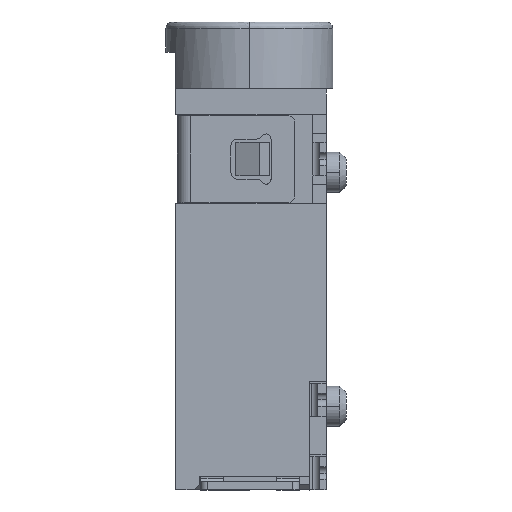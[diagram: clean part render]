
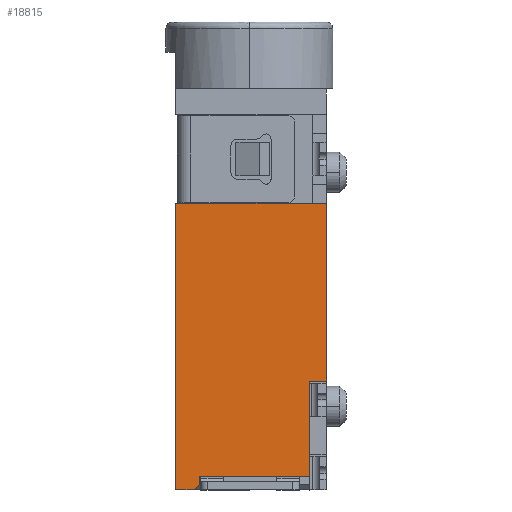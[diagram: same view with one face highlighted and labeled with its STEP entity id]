
A CAD part, left-side view. The second image highlights one B-rep face of the part: STEP entity #18815.
In plain terms, the highlighted planar face has unit normal (-1, 0, 0).
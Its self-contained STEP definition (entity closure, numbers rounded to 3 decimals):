
#253 = CARTESIAN_POINT ( 'NONE',  ( -3.15, 1.55, 0.15 ) ) ;
#557 = DIRECTION ( 'NONE',  ( 0., -1., 0. ) ) ;
#581 = EDGE_CURVE ( 'NONE', #9548, #6388, #11550, .T. ) ;
#617 = CARTESIAN_POINT ( 'NONE',  ( -3.15, -2.25, 3.25 ) ) ;
#971 = CARTESIAN_POINT ( 'NONE',  ( -3.15, 2.25, 8.58 ) ) ;
#1069 = DIRECTION ( 'NONE',  ( 0., 0.707, -0.707 ) ) ;
#1422 = EDGE_CURVE ( 'NONE', #16176, #21028, #6762, .T. ) ;
#1815 = ORIENTED_EDGE ( 'NONE', *, *, #581, .T. ) ;
#1920 = DIRECTION ( 'NONE',  ( 0., 1., 0. ) ) ;
#2095 = VECTOR ( 'NONE', #3779, 1000. ) ;
#2195 = DIRECTION ( 'NONE',  ( 0., 0., 1. ) ) ;
#2221 = ORIENTED_EDGE ( 'NONE', *, *, #1422, .F. ) ;
#2314 = VECTOR ( 'NONE', #2195, 1000. ) ;
#2423 = ORIENTED_EDGE ( 'NONE', *, *, #19359, .T. ) ;
#2701 = VERTEX_POINT ( 'NONE', #12167 ) ;
#2958 = VERTEX_POINT ( 'NONE', #19016 ) ;
#3562 = CARTESIAN_POINT ( 'NONE',  ( -3.15, -2.25, 12. ) ) ;
#3779 = DIRECTION ( 'NONE',  ( 0., 0., 1. ) ) ;
#3895 = CARTESIAN_POINT ( 'NONE',  ( -3.15, 2.25, 0. ) ) ;
#4016 = ORIENTED_EDGE ( 'NONE', *, *, #17882, .F. ) ;
#4523 = VECTOR ( 'NONE', #1920, 1000. ) ;
#4839 = DIRECTION ( 'NONE',  ( 0., 0., -1. ) ) ;
#4976 = VECTOR ( 'NONE', #13148, 1000. ) ;
#5301 = EDGE_CURVE ( 'NONE', #18386, #11608, #8399, .T. ) ;
#5871 = ORIENTED_EDGE ( 'NONE', *, *, #15698, .F. ) ;
#6388 = VERTEX_POINT ( 'NONE', #8359 ) ;
#6762 = LINE ( 'NONE', #10481, #2314 ) ;
#6865 = CARTESIAN_POINT ( 'NONE',  ( -3.15, -2.25, 0. ) ) ;
#6990 = LINE ( 'NONE', #6865, #8059 ) ;
#7110 = DIRECTION ( 'NONE',  ( 0., 0., -1. ) ) ;
#7130 = CARTESIAN_POINT ( 'NONE',  ( -3.15, 2.25, 0.4 ) ) ;
#7308 = VERTEX_POINT ( 'NONE', #14347 ) ;
#8032 = CARTESIAN_POINT ( 'NONE',  ( -3.15, 1.55, 3.1 ) ) ;
#8059 = VECTOR ( 'NONE', #557, 1000. ) ;
#8270 = VECTOR ( 'NONE', #4839, 1000. ) ;
#8359 = CARTESIAN_POINT ( 'NONE',  ( -3.15, 1.55, 0.4 ) ) ;
#8399 = LINE ( 'NONE', #3562, #2095 ) ;
#8451 = CARTESIAN_POINT ( 'NONE',  ( -3.15, -2.25, 8.58 ) ) ;
#9175 = EDGE_CURVE ( 'NONE', #21028, #11608, #18791, .T. ) ;
#9548 = VERTEX_POINT ( 'NONE', #253 ) ;
#10098 = CARTESIAN_POINT ( 'NONE',  ( -3.15, -1.75, 12. ) ) ;
#10284 = ORIENTED_EDGE ( 'NONE', *, *, #5301, .T. ) ;
#10345 = ORIENTED_EDGE ( 'NONE', *, *, #9175, .F. ) ;
#10481 = CARTESIAN_POINT ( 'NONE',  ( -3.15, 2.25, 12. ) ) ;
#10851 = ORIENTED_EDGE ( 'NONE', *, *, #14736, .F. ) ;
#11040 = LINE ( 'NONE', #20964, #17391 ) ;
#11550 = LINE ( 'NONE', #8032, #4976 ) ;
#11608 = VERTEX_POINT ( 'NONE', #8451 ) ;
#11986 = DIRECTION ( 'NONE',  ( 1., 0., 0. ) ) ;
#12167 = CARTESIAN_POINT ( 'NONE',  ( -3.15, -1.75, 3.25 ) ) ;
#13014 = EDGE_CURVE ( 'NONE', #2701, #7308, #18593, .T. ) ;
#13148 = DIRECTION ( 'NONE',  ( 0., 0., 1. ) ) ;
#13717 = LINE ( 'NONE', #19346, #17682 ) ;
#14223 = AXIS2_PLACEMENT_3D ( 'NONE', #17236, #11986, #7110 ) ;
#14347 = CARTESIAN_POINT ( 'NONE',  ( -3.15, -1.75, 0.4 ) ) ;
#14736 = EDGE_CURVE ( 'NONE', #7308, #6388, #17440, .T. ) ;
#15471 = PLANE ( 'NONE',  #14223 ) ;
#15698 = EDGE_CURVE ( 'NONE', #9548, #2958, #13717, .T. ) ;
#15894 = DIRECTION ( 'NONE',  ( 0., 1., 0. ) ) ;
#16176 = VERTEX_POINT ( 'NONE', #3895 ) ;
#16699 = DIRECTION ( 'NONE',  ( 0., -1., 0. ) ) ;
#17236 = CARTESIAN_POINT ( 'NONE',  ( -3.15, 2.25, 12. ) ) ;
#17391 = VECTOR ( 'NONE', #15894, 1000. ) ;
#17440 = LINE ( 'NONE', #7130, #4523 ) ;
#17682 = VECTOR ( 'NONE', #1069, 1000. ) ;
#17882 = EDGE_CURVE ( 'NONE', #18386, #2701, #11040, .T. ) ;
#18386 = VERTEX_POINT ( 'NONE', #617 ) ;
#18549 = VECTOR ( 'NONE', #16699, 1000. ) ;
#18593 = LINE ( 'NONE', #10098, #8270 ) ;
#18791 = LINE ( 'NONE', #21751, #18549 ) ;
#18815 = ADVANCED_FACE ( 'NONE', ( #19992 ), #15471, .F. ) ;
#19016 = CARTESIAN_POINT ( 'NONE',  ( -3.15, 1.7, 0. ) ) ;
#19087 = EDGE_LOOP ( 'NONE', ( #5871, #1815, #10851, #21844, #4016, #10284, #10345, #2221, #2423 ) ) ;
#19346 = CARTESIAN_POINT ( 'NONE',  ( -3.15, 1.55, 0.15 ) ) ;
#19359 = EDGE_CURVE ( 'NONE', #16176, #2958, #6990, .T. ) ;
#19992 = FACE_OUTER_BOUND ( 'NONE', #19087, .T. ) ;
#20964 = CARTESIAN_POINT ( 'NONE',  ( -3.15, 2.25, 3.25 ) ) ;
#21028 = VERTEX_POINT ( 'NONE', #971 ) ;
#21751 = CARTESIAN_POINT ( 'NONE',  ( -3.15, 2.25, 8.58 ) ) ;
#21844 = ORIENTED_EDGE ( 'NONE', *, *, #13014, .F. ) ;
